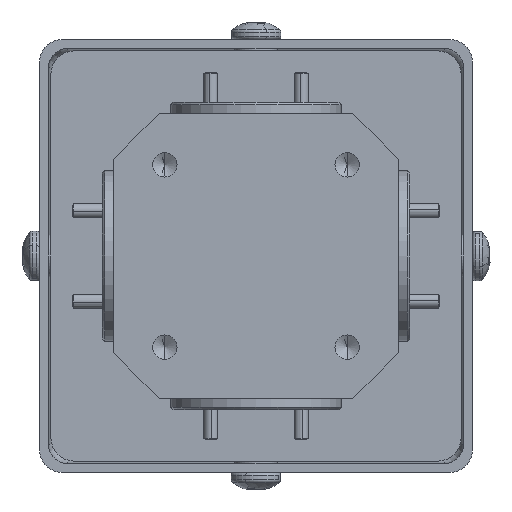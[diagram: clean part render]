
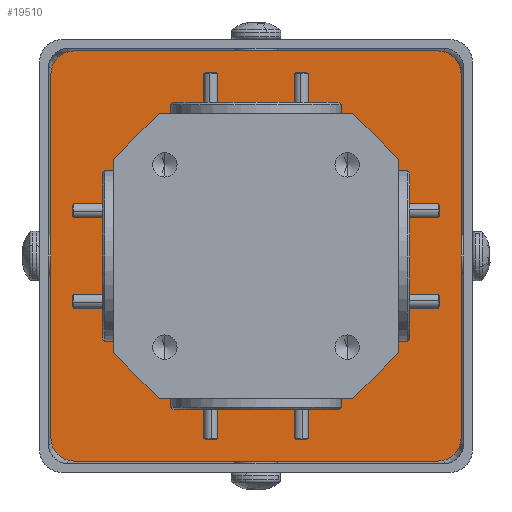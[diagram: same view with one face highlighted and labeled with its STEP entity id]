
A CAD part, front view. The second image highlights one B-rep face of the part: STEP entity #19510.
In plain terms, the highlighted planar face has unit normal (0, -1, 0).
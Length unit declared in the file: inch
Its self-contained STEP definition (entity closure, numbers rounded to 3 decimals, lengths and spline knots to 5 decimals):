
#39 = EDGE_CURVE ( 'NONE', #22957, #23878, #2394, .T. ) ;
#132 = EDGE_CURVE ( 'NONE', #742, #11514, #11517, .T. ) ;
#172 = CARTESIAN_POINT ( 'NONE',  ( -0.425, 1., -0.625 ) ) ;
#243 = VECTOR ( 'NONE', #24803, 39.37008 ) ;
#526 = ORIENTED_EDGE ( 'NONE', *, *, #19387, .T. ) ;
#742 = VERTEX_POINT ( 'NONE', #20429 ) ;
#793 = CARTESIAN_POINT ( 'NONE',  ( -0.8, 1., 0.9 ) ) ;
#976 = DIRECTION ( 'NONE',  ( -1., 0., 0. ) ) ;
#1065 = CARTESIAN_POINT ( 'NONE',  ( 0.625, 1., 0.425 ) ) ;
#1225 = DIRECTION ( 'NONE',  ( 0.707, 0., 0.707 ) ) ;
#1643 = VECTOR ( 'NONE', #8985, 39.37008 ) ;
#1888 = AXIS2_PLACEMENT_3D ( 'NONE', #10497, #2908, #22387 ) ;
#1939 = EDGE_CURVE ( 'NONE', #21264, #2990, #15494, .T. ) ;
#2039 = AXIS2_PLACEMENT_3D ( 'NONE', #4961, #24440, #22430 ) ;
#2066 = EDGE_CURVE ( 'NONE', #23459, #8838, #23820, .T. ) ;
#2107 = ORIENTED_EDGE ( 'NONE', *, *, #22759, .T. ) ;
#2159 = DIRECTION ( 'NONE',  ( 0., 0., 1. ) ) ;
#2237 = ORIENTED_EDGE ( 'NONE', *, *, #10732, .T. ) ;
#2294 = VERTEX_POINT ( 'NONE', #24827 ) ;
#2394 = LINE ( 'NONE', #4169, #14261 ) ;
#2450 = CARTESIAN_POINT ( 'NONE',  ( 0.425, 1., 0.625 ) ) ;
#2580 = CIRCLE ( 'NONE', #6604, 0.1 ) ;
#2603 = CARTESIAN_POINT ( 'NONE',  ( 0.8, 1., -0.8 ) ) ;
#2793 = AXIS2_PLACEMENT_3D ( 'NONE', #10405, #16332, #8737 ) ;
#2908 = DIRECTION ( 'NONE',  ( 0., -1., 0. ) ) ;
#2990 = VERTEX_POINT ( 'NONE', #13232 ) ;
#3226 = ORIENTED_EDGE ( 'NONE', *, *, #6806, .T. ) ;
#4169 = CARTESIAN_POINT ( 'NONE',  ( 0.625, 1., 0.625 ) ) ;
#4241 = CARTESIAN_POINT ( 'NONE',  ( -0.625, 1., 0.425 ) ) ;
#4567 = ORIENTED_EDGE ( 'NONE', *, *, #39, .T. ) ;
#4680 = CIRCLE ( 'NONE', #1888, 0.1 ) ;
#4751 = DIRECTION ( 'NONE',  ( 1., 0., 0. ) ) ;
#4771 = AXIS2_PLACEMENT_3D ( 'NONE', #23562, #13707, #8376 ) ;
#4961 = CARTESIAN_POINT ( 'NONE',  ( -0.8, 1., 0.8 ) ) ;
#5002 = ORIENTED_EDGE ( 'NONE', *, *, #24978, .T. ) ;
#5647 = CARTESIAN_POINT ( 'NONE',  ( 0.625, 1., -0.425 ) ) ;
#5873 = CARTESIAN_POINT ( 'NONE',  ( 0.9, 1., 0.8 ) ) ;
#5989 = EDGE_CURVE ( 'NONE', #23878, #15888, #20634, .T. ) ;
#6173 = CARTESIAN_POINT ( 'NONE',  ( 0.8, 1., -0.9 ) ) ;
#6532 = LINE ( 'NONE', #14619, #24921 ) ;
#6604 = AXIS2_PLACEMENT_3D ( 'NONE', #2603, #15637, #15995 ) ;
#6614 = EDGE_LOOP ( 'NONE', ( #7143, #6816, #20209, #526, #10721, #2107, #22110, #5002 ) ) ;
#6806 = EDGE_CURVE ( 'NONE', #11514, #2294, #10710, .T. ) ;
#6816 = ORIENTED_EDGE ( 'NONE', *, *, #2066, .T. ) ;
#7089 = LINE ( 'NONE', #22045, #13277 ) ;
#7143 = ORIENTED_EDGE ( 'NONE', *, *, #11161, .F. ) ;
#7573 = VECTOR ( 'NONE', #4751, 39.37008 ) ;
#7594 = EDGE_LOOP ( 'NONE', ( #22384, #3226, #21094, #2237, #4567, #22314, #22493, #22500 ) ) ;
#7808 = VERTEX_POINT ( 'NONE', #23429 ) ;
#7956 = DIRECTION ( 'NONE',  ( 0., 0., -1. ) ) ;
#7969 = DIRECTION ( 'NONE',  ( -0.707, 0., 0.707 ) ) ;
#8129 = EDGE_CURVE ( 'NONE', #11976, #742, #13294, .T. ) ;
#8376 = DIRECTION ( 'NONE',  ( 0., 0., -1. ) ) ;
#8737 = DIRECTION ( 'NONE',  ( 0., 0., -1. ) ) ;
#8838 = VERTEX_POINT ( 'NONE', #9575 ) ;
#8985 = DIRECTION ( 'NONE',  ( -0.707, 0., -0.707 ) ) ;
#8987 = DIRECTION ( 'NONE',  ( 0., 0., 1. ) ) ;
#9017 = VECTOR ( 'NONE', #2159, 39.37008 ) ;
#9223 = CIRCLE ( 'NONE', #4771, 0.1 ) ;
#9575 = CARTESIAN_POINT ( 'NONE',  ( -0.9, 1., 0.8 ) ) ;
#10207 = LINE ( 'NONE', #18410, #7573 ) ;
#10405 = CARTESIAN_POINT ( 'NONE',  ( 0., 1., 0. ) ) ;
#10497 = CARTESIAN_POINT ( 'NONE',  ( 0.8, 1., 0.8 ) ) ;
#10523 = FACE_OUTER_BOUND ( 'NONE', #6614, .T. ) ;
#10710 = LINE ( 'NONE', #22104, #18650 ) ;
#10721 = ORIENTED_EDGE ( 'NONE', *, *, #1939, .F. ) ;
#10732 = EDGE_CURVE ( 'NONE', #19334, #22957, #13180, .T. ) ;
#10767 = CARTESIAN_POINT ( 'NONE',  ( 0.425, 1., -0.625 ) ) ;
#11161 = EDGE_CURVE ( 'NONE', #23459, #7808, #10207, .T. ) ;
#11395 = CARTESIAN_POINT ( 'NONE',  ( -0.625, 1., -0.425 ) ) ;
#11514 = VERTEX_POINT ( 'NONE', #4241 ) ;
#11517 = LINE ( 'NONE', #19233, #9017 ) ;
#11976 = VERTEX_POINT ( 'NONE', #172 ) ;
#13180 = LINE ( 'NONE', #23048, #243 ) ;
#13232 = CARTESIAN_POINT ( 'NONE',  ( -0.8, 1., -0.9 ) ) ;
#13277 = VECTOR ( 'NONE', #8987, 39.37008 ) ;
#13294 = LINE ( 'NONE', #11395, #15100 ) ;
#13707 = DIRECTION ( 'NONE',  ( 0., -1., 0. ) ) ;
#13836 = CARTESIAN_POINT ( 'NONE',  ( 0.9, 1., -0.8 ) ) ;
#14261 = VECTOR ( 'NONE', #7956, 39.37008 ) ;
#14619 = CARTESIAN_POINT ( 'NONE',  ( -0.625, 1., -0.625 ) ) ;
#15100 = VECTOR ( 'NONE', #7969, 39.37008 ) ;
#15494 = LINE ( 'NONE', #21323, #20195 ) ;
#15590 = CARTESIAN_POINT ( 'NONE',  ( -0.9, 1., -0.8 ) ) ;
#15637 = DIRECTION ( 'NONE',  ( 0., -1., 0. ) ) ;
#15888 = VERTEX_POINT ( 'NONE', #21143 ) ;
#15995 = DIRECTION ( 'NONE',  ( 0., 0., -1. ) ) ;
#16332 = DIRECTION ( 'NONE',  ( 0., -1., 0. ) ) ;
#17185 = LINE ( 'NONE', #24770, #18481 ) ;
#17446 = EDGE_CURVE ( 'NONE', #2294, #19334, #17185, .T. ) ;
#17751 = EDGE_CURVE ( 'NONE', #15888, #11976, #6532, .T. ) ;
#18238 = PLANE ( 'NONE',  #2793 ) ;
#18410 = CARTESIAN_POINT ( 'NONE',  ( -0.9, 1., 0.9 ) ) ;
#18481 = VECTOR ( 'NONE', #24910, 39.37008 ) ;
#18650 = VECTOR ( 'NONE', #1225, 39.37008 ) ;
#18935 = EDGE_CURVE ( 'NONE', #23312, #23205, #21698, .T. ) ;
#19233 = CARTESIAN_POINT ( 'NONE',  ( -0.625, 1., 0.625 ) ) ;
#19334 = VERTEX_POINT ( 'NONE', #2450 ) ;
#19387 = EDGE_CURVE ( 'NONE', #24831, #2990, #9223, .T. ) ;
#19417 = DIRECTION ( 'NONE',  ( -1., 0., 0. ) ) ;
#19434 = EDGE_CURVE ( 'NONE', #24831, #8838, #7089, .T. ) ;
#19510 = ADVANCED_FACE ( 'NONE', ( #23927, #10523 ), #18238, .T. ) ;
#20047 = DIRECTION ( 'NONE',  ( 0., 0., -1. ) ) ;
#20195 = VECTOR ( 'NONE', #19417, 39.37008 ) ;
#20209 = ORIENTED_EDGE ( 'NONE', *, *, #19434, .F. ) ;
#20429 = CARTESIAN_POINT ( 'NONE',  ( -0.625, 1., -0.425 ) ) ;
#20634 = LINE ( 'NONE', #10767, #1643 ) ;
#21094 = ORIENTED_EDGE ( 'NONE', *, *, #17446, .T. ) ;
#21143 = CARTESIAN_POINT ( 'NONE',  ( 0.425, 1., -0.625 ) ) ;
#21264 = VERTEX_POINT ( 'NONE', #6173 ) ;
#21323 = CARTESIAN_POINT ( 'NONE',  ( -0.9, 1., -0.9 ) ) ;
#21698 = LINE ( 'NONE', #23832, #22546 ) ;
#22045 = CARTESIAN_POINT ( 'NONE',  ( -0.9, 1., 0.9 ) ) ;
#22104 = CARTESIAN_POINT ( 'NONE',  ( -0.425, 1., 0.625 ) ) ;
#22110 = ORIENTED_EDGE ( 'NONE', *, *, #18935, .F. ) ;
#22314 = ORIENTED_EDGE ( 'NONE', *, *, #5989, .T. ) ;
#22384 = ORIENTED_EDGE ( 'NONE', *, *, #132, .T. ) ;
#22387 = DIRECTION ( 'NONE',  ( 0., 0., -1. ) ) ;
#22430 = DIRECTION ( 'NONE',  ( 0., 0., -1. ) ) ;
#22493 = ORIENTED_EDGE ( 'NONE', *, *, #17751, .T. ) ;
#22500 = ORIENTED_EDGE ( 'NONE', *, *, #8129, .T. ) ;
#22546 = VECTOR ( 'NONE', #20047, 39.37008 ) ;
#22759 = EDGE_CURVE ( 'NONE', #21264, #23205, #2580, .T. ) ;
#22957 = VERTEX_POINT ( 'NONE', #1065 ) ;
#23048 = CARTESIAN_POINT ( 'NONE',  ( 0.625, 1., 0.425 ) ) ;
#23205 = VERTEX_POINT ( 'NONE', #13836 ) ;
#23312 = VERTEX_POINT ( 'NONE', #5873 ) ;
#23429 = CARTESIAN_POINT ( 'NONE',  ( 0.8, 1., 0.9 ) ) ;
#23459 = VERTEX_POINT ( 'NONE', #793 ) ;
#23562 = CARTESIAN_POINT ( 'NONE',  ( -0.8, 1., -0.8 ) ) ;
#23820 = CIRCLE ( 'NONE', #2039, 0.1 ) ;
#23832 = CARTESIAN_POINT ( 'NONE',  ( 0.9, 1., 0.9 ) ) ;
#23878 = VERTEX_POINT ( 'NONE', #5647 ) ;
#23927 = FACE_BOUND ( 'NONE', #7594, .T. ) ;
#24440 = DIRECTION ( 'NONE',  ( 0., -1., 0. ) ) ;
#24770 = CARTESIAN_POINT ( 'NONE',  ( -0.625, 1., 0.625 ) ) ;
#24803 = DIRECTION ( 'NONE',  ( 0.707, 0., -0.707 ) ) ;
#24827 = CARTESIAN_POINT ( 'NONE',  ( -0.425, 1., 0.625 ) ) ;
#24831 = VERTEX_POINT ( 'NONE', #15590 ) ;
#24910 = DIRECTION ( 'NONE',  ( 1., 0., 0. ) ) ;
#24921 = VECTOR ( 'NONE', #976, 39.37008 ) ;
#24978 = EDGE_CURVE ( 'NONE', #23312, #7808, #4680, .T. ) ;
